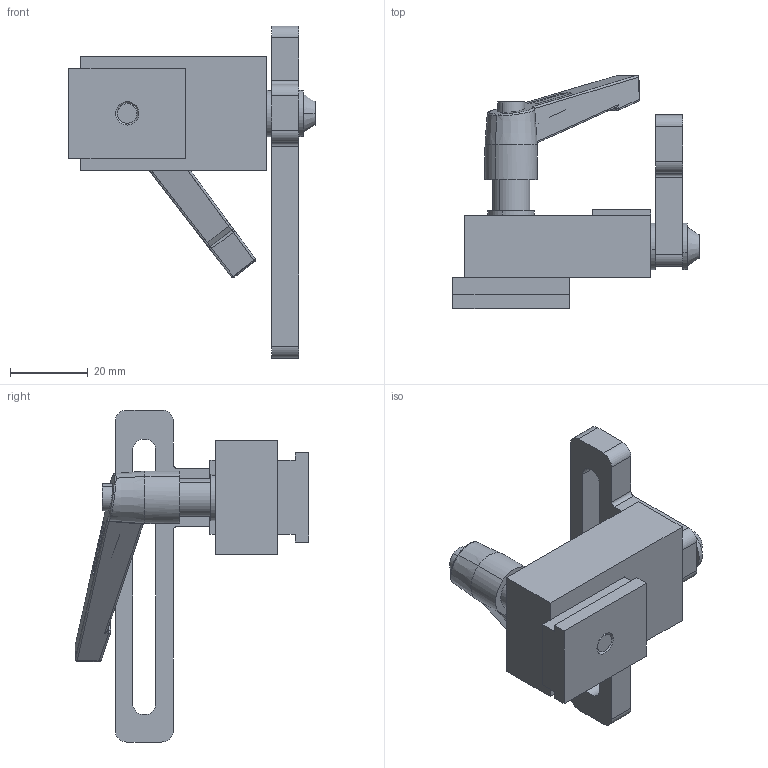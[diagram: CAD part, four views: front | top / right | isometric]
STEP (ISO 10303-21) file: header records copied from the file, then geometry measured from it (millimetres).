
FILE_DESCRIPTION (( 'STEP AP214' ), '1' );
FILE_NAME ('B729 Ïðèæèì(óïîð) äëÿ T-track 30 ñåðèÿ.STEP', '2025-08-04T14:25:26', ( '' ), ( '' ), 'SwSTEP 2.0', 'SolidWorks 2025', '' );
FILE_SCHEMA (( 'AUTOMOTIVE_DESIGN' ));
Length unit declared in the file: millimetre
Products named in the file (7): B729 Ручка_00; B729 Шайба_00; B729 Сухарь_00; A395 Винт с рукояткой М6х25_Резьба схематическая; B729 Прижим(упор) для T-track 30 серия; В729 Винт М6_00; B729 Корпус_00
Assembly tree (8 placements, depth 2):
  B729 Прижим(упор) для T-track 30 серия
    B729 Корпус_00
    B729 Ручка_00
    B729 Шайба_00  x3
    В729 Винт М6_00
    B729 Сухарь_00
    A395 Винт с рукояткой М6х25_Резьба схематическая
Bounding box: 63.4 x 60.12 x 85.5 mm (x, y, z)
Volume: 41600.4 mm3; surface area: 18318.9 mm2
Topology: 8 solids, 8 shells, 175 faces, 402 edges, 249 vertices
Faces by surface type: plane 78, cylinder 44, bspline 38, cone 15
Entity records: 7648 total; most frequent: CARTESIAN_POINT 3893, ORIENTED_EDGE 752, DIRECTION 645, EDGE_CURVE 376, VERTEX_POINT 233, AXIS2_PLACEMENT_3D 230, LINE 185, VECTOR 185
